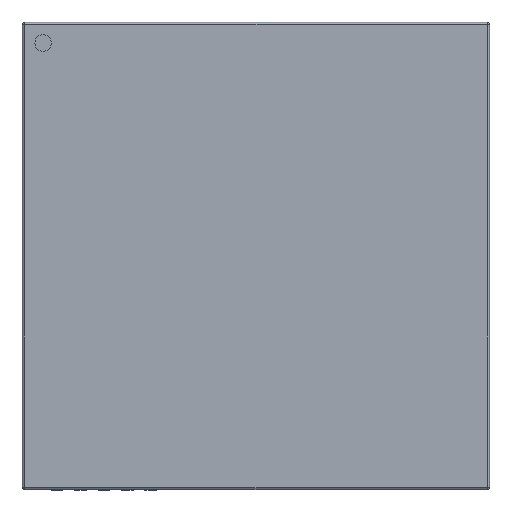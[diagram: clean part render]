
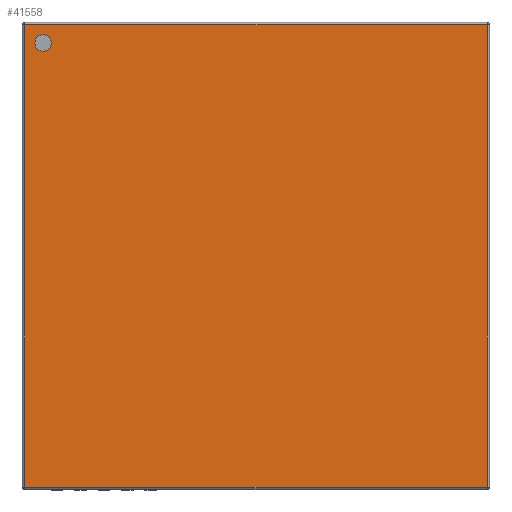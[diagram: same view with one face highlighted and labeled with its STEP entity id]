
A CAD part, top view. The second image highlights one B-rep face of the part: STEP entity #41558.
In plain terms, the highlighted planar face has unit normal (0, 0, 1).
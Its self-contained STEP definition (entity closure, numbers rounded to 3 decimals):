
#10723 = CYLINDRICAL_SURFACE('',#10724,0.05);
#10724 = AXIS2_PLACEMENT_3D('',#10725,#10726,#10727);
#10725 = CARTESIAN_POINT('',(-4.94,-4.94,0.83));
#10726 = DIRECTION('',(0.,1.,0.));
#10727 = DIRECTION('',(-1.,0.,0.));
#35553 = VERTEX_POINT('',#35554);
#35554 = CARTESIAN_POINT('',(-4.94,-4.94,0.88));
#35574 = EDGE_CURVE('',#35553,#35575,#35577,.T.);
#35575 = VERTEX_POINT('',#35576);
#35576 = CARTESIAN_POINT('',(-4.94,4.94,0.88));
#35577 = SURFACE_CURVE('',#35578,(#35582,#35589),.PCURVE_S1.);
#35578 = LINE('',#35579,#35580);
#35579 = CARTESIAN_POINT('',(-4.94,-4.94,0.88));
#35580 = VECTOR('',#35581,1.);
#35581 = DIRECTION('',(0.,1.,0.));
#35582 = PCURVE('',#10723,#35583);
#35583 = DEFINITIONAL_REPRESENTATION('',(#35584),#35588);
#35584 = LINE('',#35585,#35586);
#35585 = CARTESIAN_POINT('',(1.571,0.));
#35586 = VECTOR('',#35587,1.);
#35587 = DIRECTION('',(0.,1.));
#35588 = ( GEOMETRIC_REPRESENTATION_CONTEXT(2) 
PARAMETRIC_REPRESENTATION_CONTEXT() REPRESENTATION_CONTEXT('2D SPACE',''
  ) );
#35589 = PCURVE('',#35590,#35595);
#35590 = PLANE('',#35591);
#35591 = AXIS2_PLACEMENT_3D('',#35592,#35593,#35594);
#35592 = CARTESIAN_POINT('',(-4.99,-4.99,0.88));
#35593 = DIRECTION('',(0.,0.,1.));
#35594 = DIRECTION('',(1.,0.,0.));
#35595 = DEFINITIONAL_REPRESENTATION('',(#35596),#35600);
#35596 = LINE('',#35597,#35598);
#35597 = CARTESIAN_POINT('',(0.05,0.05));
#35598 = VECTOR('',#35599,1.);
#35599 = DIRECTION('',(0.,1.));
#35600 = ( GEOMETRIC_REPRESENTATION_CONTEXT(2) 
PARAMETRIC_REPRESENTATION_CONTEXT() REPRESENTATION_CONTEXT('2D SPACE',''
  ) );
#36215 = CYLINDRICAL_SURFACE('',#36216,0.05);
#36216 = AXIS2_PLACEMENT_3D('',#36217,#36218,#36219);
#36217 = CARTESIAN_POINT('',(-4.99,-4.94,0.83));
#36218 = DIRECTION('',(1.,0.,0.));
#36219 = DIRECTION('',(0.,-1.,0.));
#38336 = CYLINDRICAL_SURFACE('',#38337,0.05);
#38337 = AXIS2_PLACEMENT_3D('',#38338,#38339,#38340);
#38338 = CARTESIAN_POINT('',(-4.99,4.94,0.83));
#38339 = DIRECTION('',(1.,0.,0.));
#38340 = DIRECTION('',(0.,1.,0.));
#39352 = CYLINDRICAL_SURFACE('',#39353,0.05);
#39353 = AXIS2_PLACEMENT_3D('',#39354,#39355,#39356);
#39354 = CARTESIAN_POINT('',(4.94,-4.94,0.83));
#39355 = DIRECTION('',(0.,1.,0.));
#39356 = DIRECTION('',(0.,0.,1.));
#41558 = ADVANCED_FACE('',(#41559,#41629),#35590,.T.);
#41559 = FACE_BOUND('',#41560,.T.);
#41560 = EDGE_LOOP('',(#41561,#41584,#41607,#41628));
#41561 = ORIENTED_EDGE('',*,*,#41562,.T.);
#41562 = EDGE_CURVE('',#35553,#41563,#41565,.T.);
#41563 = VERTEX_POINT('',#41564);
#41564 = CARTESIAN_POINT('',(4.94,-4.94,0.88));
#41565 = SURFACE_CURVE('',#41566,(#41570,#41577),.PCURVE_S1.);
#41566 = LINE('',#41567,#41568);
#41567 = CARTESIAN_POINT('',(-4.99,-4.94,0.88));
#41568 = VECTOR('',#41569,1.);
#41569 = DIRECTION('',(1.,0.,0.));
#41570 = PCURVE('',#35590,#41571);
#41571 = DEFINITIONAL_REPRESENTATION('',(#41572),#41576);
#41572 = LINE('',#41573,#41574);
#41573 = CARTESIAN_POINT('',(0.,0.05));
#41574 = VECTOR('',#41575,1.);
#41575 = DIRECTION('',(1.,0.));
#41576 = ( GEOMETRIC_REPRESENTATION_CONTEXT(2) 
PARAMETRIC_REPRESENTATION_CONTEXT() REPRESENTATION_CONTEXT('2D SPACE',''
  ) );
#41577 = PCURVE('',#36215,#41578);
#41578 = DEFINITIONAL_REPRESENTATION('',(#41579),#41583);
#41579 = LINE('',#41580,#41581);
#41580 = CARTESIAN_POINT('',(-1.571,0.));
#41581 = VECTOR('',#41582,1.);
#41582 = DIRECTION('',(-0.,1.));
#41583 = ( GEOMETRIC_REPRESENTATION_CONTEXT(2) 
PARAMETRIC_REPRESENTATION_CONTEXT() REPRESENTATION_CONTEXT('2D SPACE',''
  ) );
#41584 = ORIENTED_EDGE('',*,*,#41585,.T.);
#41585 = EDGE_CURVE('',#41563,#41586,#41588,.T.);
#41586 = VERTEX_POINT('',#41587);
#41587 = CARTESIAN_POINT('',(4.94,4.94,0.88));
#41588 = SURFACE_CURVE('',#41589,(#41593,#41600),.PCURVE_S1.);
#41589 = LINE('',#41590,#41591);
#41590 = CARTESIAN_POINT('',(4.94,-4.94,0.88));
#41591 = VECTOR('',#41592,1.);
#41592 = DIRECTION('',(0.,1.,0.));
#41593 = PCURVE('',#35590,#41594);
#41594 = DEFINITIONAL_REPRESENTATION('',(#41595),#41599);
#41595 = LINE('',#41596,#41597);
#41596 = CARTESIAN_POINT('',(9.93,0.05));
#41597 = VECTOR('',#41598,1.);
#41598 = DIRECTION('',(0.,1.));
#41599 = ( GEOMETRIC_REPRESENTATION_CONTEXT(2) 
PARAMETRIC_REPRESENTATION_CONTEXT() REPRESENTATION_CONTEXT('2D SPACE',''
  ) );
#41600 = PCURVE('',#39352,#41601);
#41601 = DEFINITIONAL_REPRESENTATION('',(#41602),#41606);
#41602 = LINE('',#41603,#41604);
#41603 = CARTESIAN_POINT('',(0.,0.));
#41604 = VECTOR('',#41605,1.);
#41605 = DIRECTION('',(0.,1.));
#41606 = ( GEOMETRIC_REPRESENTATION_CONTEXT(2) 
PARAMETRIC_REPRESENTATION_CONTEXT() REPRESENTATION_CONTEXT('2D SPACE',''
  ) );
#41607 = ORIENTED_EDGE('',*,*,#41608,.F.);
#41608 = EDGE_CURVE('',#35575,#41586,#41609,.T.);
#41609 = SURFACE_CURVE('',#41610,(#41614,#41621),.PCURVE_S1.);
#41610 = LINE('',#41611,#41612);
#41611 = CARTESIAN_POINT('',(-4.99,4.94,0.88));
#41612 = VECTOR('',#41613,1.);
#41613 = DIRECTION('',(1.,0.,0.));
#41614 = PCURVE('',#35590,#41615);
#41615 = DEFINITIONAL_REPRESENTATION('',(#41616),#41620);
#41616 = LINE('',#41617,#41618);
#41617 = CARTESIAN_POINT('',(0.,9.93));
#41618 = VECTOR('',#41619,1.);
#41619 = DIRECTION('',(1.,0.));
#41620 = ( GEOMETRIC_REPRESENTATION_CONTEXT(2) 
PARAMETRIC_REPRESENTATION_CONTEXT() REPRESENTATION_CONTEXT('2D SPACE',''
  ) );
#41621 = PCURVE('',#38336,#41622);
#41622 = DEFINITIONAL_REPRESENTATION('',(#41623),#41627);
#41623 = LINE('',#41624,#41625);
#41624 = CARTESIAN_POINT('',(1.571,0.));
#41625 = VECTOR('',#41626,1.);
#41626 = DIRECTION('',(0.,1.));
#41627 = ( GEOMETRIC_REPRESENTATION_CONTEXT(2) 
PARAMETRIC_REPRESENTATION_CONTEXT() REPRESENTATION_CONTEXT('2D SPACE',''
  ) );
#41628 = ORIENTED_EDGE('',*,*,#35574,.F.);
#41629 = FACE_BOUND('',#41630,.T.);
#41630 = EDGE_LOOP('',(#41631));
#41631 = ORIENTED_EDGE('',*,*,#41632,.F.);
#41632 = EDGE_CURVE('',#41633,#41633,#41635,.T.);
#41633 = VERTEX_POINT('',#41634);
#41634 = CARTESIAN_POINT('',(-4.375,-4.55,0.88));
#41635 = SURFACE_CURVE('',#41636,(#41641,#41648),.PCURVE_S1.);
#41636 = CIRCLE('',#41637,0.175);
#41637 = AXIS2_PLACEMENT_3D('',#41638,#41639,#41640);
#41638 = CARTESIAN_POINT('',(-4.55,-4.55,0.88));
#41639 = DIRECTION('',(0.,0.,1.));
#41640 = DIRECTION('',(1.,0.,0.));
#41641 = PCURVE('',#35590,#41642);
#41642 = DEFINITIONAL_REPRESENTATION('',(#41643),#41647);
#41643 = CIRCLE('',#41644,0.175);
#41644 = AXIS2_PLACEMENT_2D('',#41645,#41646);
#41645 = CARTESIAN_POINT('',(0.44,0.44));
#41646 = DIRECTION('',(1.,0.));
#41647 = ( GEOMETRIC_REPRESENTATION_CONTEXT(2) 
PARAMETRIC_REPRESENTATION_CONTEXT() REPRESENTATION_CONTEXT('2D SPACE',''
  ) );
#41648 = PCURVE('',#41649,#41654);
#41649 = CYLINDRICAL_SURFACE('',#41650,0.175);
#41650 = AXIS2_PLACEMENT_3D('',#41651,#41652,#41653);
#41651 = CARTESIAN_POINT('',(-4.55,-4.55,0.88));
#41652 = DIRECTION('',(-0.,-0.,-1.));
#41653 = DIRECTION('',(1.,0.,0.));
#41654 = DEFINITIONAL_REPRESENTATION('',(#41655),#41659);
#41655 = LINE('',#41656,#41657);
#41656 = CARTESIAN_POINT('',(-0.,0.));
#41657 = VECTOR('',#41658,1.);
#41658 = DIRECTION('',(-1.,0.));
#41659 = ( GEOMETRIC_REPRESENTATION_CONTEXT(2) 
PARAMETRIC_REPRESENTATION_CONTEXT() REPRESENTATION_CONTEXT('2D SPACE',''
  ) );
